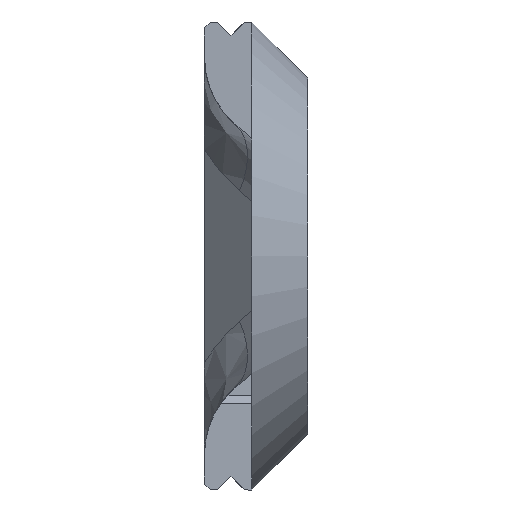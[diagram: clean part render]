
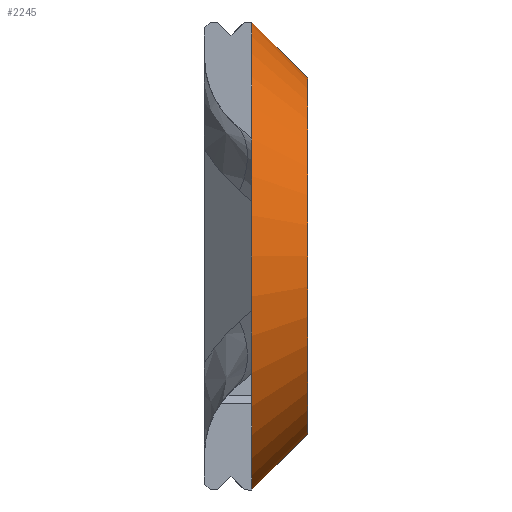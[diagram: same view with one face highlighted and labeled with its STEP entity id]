
A CAD part, left-side view. The second image highlights one B-rep face of the part: STEP entity #2245.
In plain terms, the highlighted conical face has half-angle 45 degrees and reference radius 15.9 mm.
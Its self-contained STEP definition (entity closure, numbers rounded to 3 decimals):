
#19 = CARTESIAN_POINT ( 'NONE',  ( -29.681, 12.1, 7. ) ) ;
#67 = DIRECTION ( 'NONE',  ( 0., -0.707, 0.707 ) ) ;
#253 = CARTESIAN_POINT ( 'NONE',  ( -29.681, 0., 7. ) ) ;
#354 = VECTOR ( 'NONE', #519, 1000. ) ;
#373 = ORIENTED_EDGE ( 'NONE', *, *, #1353, .F. ) ;
#452 = VERTEX_POINT ( 'NONE', #1140 ) ;
#471 = ORIENTED_EDGE ( 'NONE', *, *, #1897, .F. ) ;
#497 = CARTESIAN_POINT ( 'NONE',  ( -29.681, -12.1, 7. ) ) ;
#510 = CIRCLE ( 'NONE', #1597, 12.1 ) ;
#519 = DIRECTION ( 'NONE',  ( 0., 0.707, 0.707 ) ) ;
#632 = DIRECTION ( 'NONE',  ( 0., 1., 0. ) ) ;
#815 = EDGE_CURVE ( 'NONE', #452, #949, #2352, .T. ) ;
#847 = VERTEX_POINT ( 'NONE', #19 ) ;
#871 = ORIENTED_EDGE ( 'NONE', *, *, #2199, .T. ) ;
#919 = EDGE_LOOP ( 'NONE', ( #871, #471, #373, #1071 ) ) ;
#928 = CARTESIAN_POINT ( 'NONE',  ( -29.681, 15.9, 3.2 ) ) ;
#949 = VERTEX_POINT ( 'NONE', #497 ) ;
#981 = DIRECTION ( 'NONE',  ( 0., 0., -1. ) ) ;
#994 = LINE ( 'NONE', #1732, #2140 ) ;
#1071 = ORIENTED_EDGE ( 'NONE', *, *, #815, .T. ) ;
#1085 = CARTESIAN_POINT ( 'NONE',  ( -29.681, 0., 3.2 ) ) ;
#1125 = VERTEX_POINT ( 'NONE', #928 ) ;
#1140 = CARTESIAN_POINT ( 'NONE',  ( -29.681, -15.9, 3.2 ) ) ;
#1182 = DIRECTION ( 'NONE',  ( 0., 1., 0. ) ) ;
#1248 = CONICAL_SURFACE ( 'NONE', #1870, 15.9, 0.785 ) ;
#1256 = DIRECTION ( 'NONE',  ( 0., 1., 0. ) ) ;
#1353 = EDGE_CURVE ( 'NONE', #452, #1125, #1937, .T. ) ;
#1358 = DIRECTION ( 'NONE',  ( 0., 0., -1. ) ) ;
#1592 = AXIS2_PLACEMENT_3D ( 'NONE', #1085, #1802, #1256 ) ;
#1597 = AXIS2_PLACEMENT_3D ( 'NONE', #253, #1358, #1182 ) ;
#1600 = CARTESIAN_POINT ( 'NONE',  ( -29.681, -9.55, 9.55 ) ) ;
#1708 = CARTESIAN_POINT ( 'NONE',  ( -29.681, 0., 3.2 ) ) ;
#1732 = CARTESIAN_POINT ( 'NONE',  ( -29.681, 9.55, 9.55 ) ) ;
#1802 = DIRECTION ( 'NONE',  ( 0., 0., -1. ) ) ;
#1870 = AXIS2_PLACEMENT_3D ( 'NONE', #1708, #981, #632 ) ;
#1897 = EDGE_CURVE ( 'NONE', #1125, #847, #994, .T. ) ;
#1937 = CIRCLE ( 'NONE', #1592, 15.9 ) ;
#2140 = VECTOR ( 'NONE', #67, 1000. ) ;
#2199 = EDGE_CURVE ( 'NONE', #949, #847, #510, .T. ) ;
#2245 = ADVANCED_FACE ( 'NONE', ( #2259 ), #1248, .T. ) ;
#2259 = FACE_OUTER_BOUND ( 'NONE', #919, .T. ) ;
#2352 = LINE ( 'NONE', #1600, #354 ) ;
